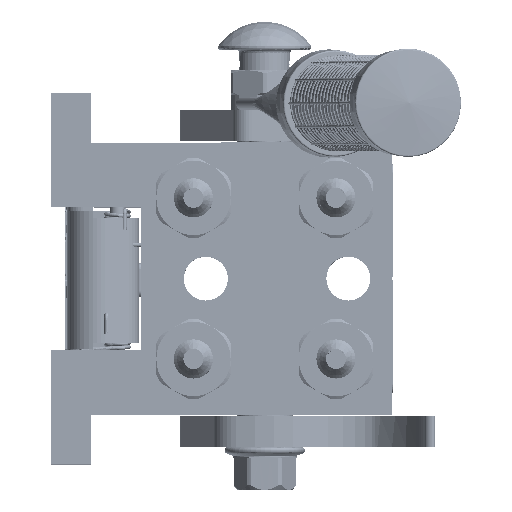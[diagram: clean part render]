
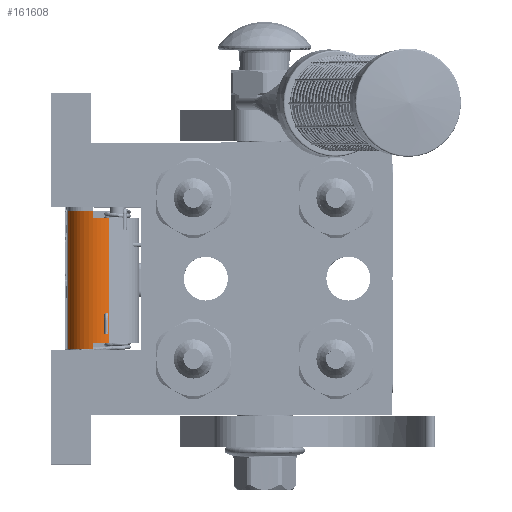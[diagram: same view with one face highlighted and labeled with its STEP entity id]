
A CAD part, top view. The second image highlights one B-rep face of the part: STEP entity #161608.
In plain terms, the highlighted cylindrical face has radius 9.5 mm (diameter 19 mm), a partial arc.
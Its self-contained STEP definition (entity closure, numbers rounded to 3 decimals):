
#2517 = LINE ( 'NONE', #12309, #19207 ) ;
#9616 = EDGE_CURVE ( 'NONE', #180217, #16949, #142610, .T. ) ;
#10203 = EDGE_CURVE ( 'NONE', #105024, #80465, #87843, .T. ) ;
#12309 = CARTESIAN_POINT ( 'NONE',  ( 20.25, 0., -56.881 ) ) ;
#14323 = CARTESIAN_POINT ( 'NONE',  ( -20.25, -1.5, -47.5 ) ) ;
#14552 = DIRECTION ( 'NONE',  ( 1., 0., 0. ) ) ;
#16949 = VERTEX_POINT ( 'NONE', #185910 ) ;
#19207 = VECTOR ( 'NONE', #134279, 1000. ) ;
#20533 = ORIENTED_EDGE ( 'NONE', *, *, #10203, .T. ) ;
#27897 = VERTEX_POINT ( 'NONE', #55901 ) ;
#29144 = AXIS2_PLACEMENT_3D ( 'NONE', #79922, #185124, #95226 ) ;
#30555 = DIRECTION ( 'NONE',  ( 0., 0.158, -0.987 ) ) ;
#37224 = DIRECTION ( 'NONE',  ( 1., 0., 0. ) ) ;
#43355 = CARTESIAN_POINT ( 'NONE',  ( 22.25, -1.5, -47.5 ) ) ;
#45227 = ORIENTED_EDGE ( 'NONE', *, *, #187867, .F. ) ;
#45258 = DIRECTION ( 'NONE',  ( 1., 0., 0. ) ) ;
#49539 = ORIENTED_EDGE ( 'NONE', *, *, #119356, .F. ) ;
#55178 = EDGE_CURVE ( 'NONE', #27897, #127337, #2517, .T. ) ;
#55901 = CARTESIAN_POINT ( 'NONE',  ( 20.25, 0., -56.881 ) ) ;
#57151 = CIRCLE ( 'NONE', #105849, 9.5 ) ;
#60029 = DIRECTION ( 'NONE',  ( 1., 0., 0. ) ) ;
#70503 = EDGE_CURVE ( 'NONE', #127337, #16949, #57151, .T. ) ;
#75675 = VERTEX_POINT ( 'NONE', #195509 ) ;
#75843 = ORIENTED_EDGE ( 'NONE', *, *, #70503, .F. ) ;
#77553 = DIRECTION ( 'NONE',  ( 1., 0., 0. ) ) ;
#78256 = CARTESIAN_POINT ( 'NONE',  ( 22.25, 0., -56.881 ) ) ;
#79922 = CARTESIAN_POINT ( 'NONE',  ( -22.25, -1.5, -47.5 ) ) ;
#80465 = VERTEX_POINT ( 'NONE', #126760 ) ;
#85725 = EDGE_LOOP ( 'NONE', ( #95812, #20533, #49539, #86677, #160024, #75843, #100383, #45227 ) ) ;
#86677 = ORIENTED_EDGE ( 'NONE', *, *, #171479, .T. ) ;
#87713 = DIRECTION ( 'NONE',  ( 1., 0., 0. ) ) ;
#87843 = CIRCLE ( 'NONE', #161977, 9.5 ) ;
#88381 = CIRCLE ( 'NONE', #126729, 9.5 ) ;
#89678 = DIRECTION ( 'NONE',  ( 0., -0.385, -0.923 ) ) ;
#92898 = DIRECTION ( 'NONE',  ( 0., -0.385, -0.923 ) ) ;
#95226 = DIRECTION ( 'NONE',  ( 0., -1., 0. ) ) ;
#95812 = ORIENTED_EDGE ( 'NONE', *, *, #176355, .F. ) ;
#96815 = CYLINDRICAL_SURFACE ( 'NONE', #29144, 9.5 ) ;
#100383 = ORIENTED_EDGE ( 'NONE', *, *, #55178, .F. ) ;
#105024 = VERTEX_POINT ( 'NONE', #167160 ) ;
#105849 = AXIS2_PLACEMENT_3D ( 'NONE', #43355, #60029, #135930 ) ;
#108508 = CARTESIAN_POINT ( 'NONE',  ( -22.25, -1.5, -47.5 ) ) ;
#119356 = EDGE_CURVE ( 'NONE', #138970, #80465, #176549, .T. ) ;
#121073 = CARTESIAN_POINT ( 'NONE',  ( -22.25, 8., -47.5 ) ) ;
#125520 = CIRCLE ( 'NONE', #178257, 9.5 ) ;
#126729 = AXIS2_PLACEMENT_3D ( 'NONE', #168734, #77553, #92898 ) ;
#126760 = CARTESIAN_POINT ( 'NONE',  ( -20.25, 0., -56.881 ) ) ;
#127337 = VERTEX_POINT ( 'NONE', #78256 ) ;
#127735 = DIRECTION ( 'NONE',  ( 1., 0., 0. ) ) ;
#134279 = DIRECTION ( 'NONE',  ( 1., 0., 0. ) ) ;
#135930 = DIRECTION ( 'NONE',  ( 0., 0.158, -0.987 ) ) ;
#136497 = CARTESIAN_POINT ( 'NONE',  ( -22.25, 8., -47.5 ) ) ;
#138970 = VERTEX_POINT ( 'NONE', #149126 ) ;
#142610 = LINE ( 'NONE', #136497, #180838 ) ;
#143881 = LINE ( 'NONE', #159728, #148636 ) ;
#144369 = FACE_OUTER_BOUND ( 'NONE', #85725, .T. ) ;
#148636 = VECTOR ( 'NONE', #37224, 1000. ) ;
#149126 = CARTESIAN_POINT ( 'NONE',  ( -22.25, 0., -56.881 ) ) ;
#159728 = CARTESIAN_POINT ( 'NONE',  ( -20.25, -5.154, -56.269 ) ) ;
#160024 = ORIENTED_EDGE ( 'NONE', *, *, #9616, .T. ) ;
#161608 = ADVANCED_FACE ( 'NONE', ( #144369 ), #96815, .T. ) ;
#161977 = AXIS2_PLACEMENT_3D ( 'NONE', #14323, #87713, #89678 ) ;
#167160 = CARTESIAN_POINT ( 'NONE',  ( -20.25, -5.154, -56.269 ) ) ;
#168734 = CARTESIAN_POINT ( 'NONE',  ( 20.25, -1.5, -47.5 ) ) ;
#171479 = EDGE_CURVE ( 'NONE', #138970, #180217, #125520, .T. ) ;
#171707 = CARTESIAN_POINT ( 'NONE',  ( -22.25, 0., -56.881 ) ) ;
#176355 = EDGE_CURVE ( 'NONE', #105024, #75675, #143881, .T. ) ;
#176549 = LINE ( 'NONE', #171707, #179043 ) ;
#178257 = AXIS2_PLACEMENT_3D ( 'NONE', #108508, #14552, #30555 ) ;
#179043 = VECTOR ( 'NONE', #127735, 1000. ) ;
#180217 = VERTEX_POINT ( 'NONE', #121073 ) ;
#180838 = VECTOR ( 'NONE', #45258, 1000. ) ;
#185124 = DIRECTION ( 'NONE',  ( -1., 0., 0. ) ) ;
#185910 = CARTESIAN_POINT ( 'NONE',  ( 22.25, 8., -47.5 ) ) ;
#187867 = EDGE_CURVE ( 'NONE', #75675, #27897, #88381, .T. ) ;
#195509 = CARTESIAN_POINT ( 'NONE',  ( 20.25, -5.154, -56.269 ) ) ;
